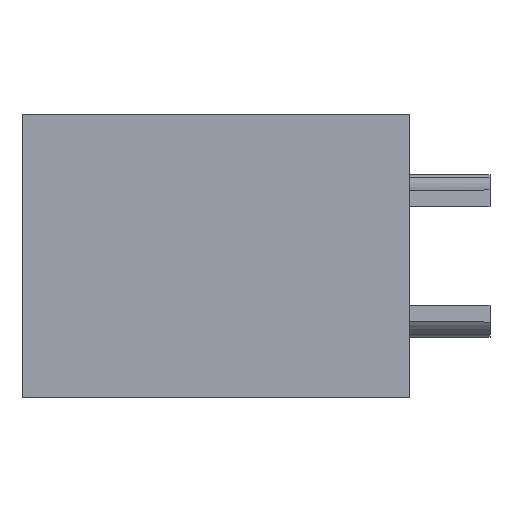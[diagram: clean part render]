
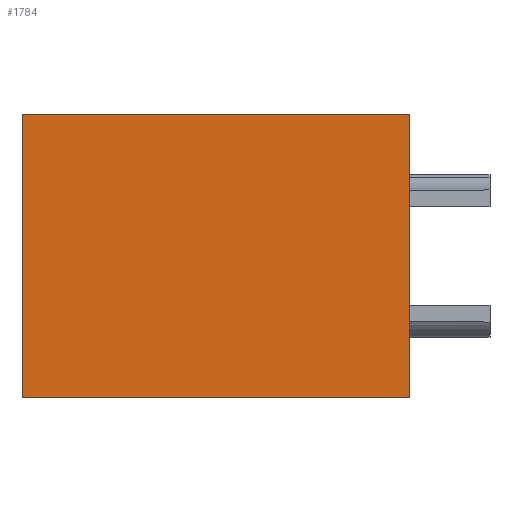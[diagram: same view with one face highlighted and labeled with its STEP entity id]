
A CAD part, front view. The second image highlights one B-rep face of the part: STEP entity #1784.
In plain terms, the highlighted planar face has unit normal (0, -1, 0).
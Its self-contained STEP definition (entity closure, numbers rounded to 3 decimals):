
#1 = DIRECTION ( 'NONE',  ( 0., 0., 1. ) ) ;
#53 = LINE ( 'NONE', #1633, #854 ) ;
#71 = CARTESIAN_POINT ( 'NONE',  ( 9.2, -37., 17.5 ) ) ;
#139 = LINE ( 'NONE', #1143, #958 ) ;
#147 = ORIENTED_EDGE ( 'NONE', *, *, #1398, .T. ) ;
#277 = DIRECTION ( 'NONE',  ( 0., 1., 0. ) ) ;
#278 = VERTEX_POINT ( 'NONE', #702 ) ;
#412 = PLANE ( 'NONE',  #1710 ) ;
#491 = EDGE_CURVE ( 'NONE', #1148, #1529, #1031, .T. ) ;
#531 = VECTOR ( 'NONE', #1745, 1000. ) ;
#609 = FACE_OUTER_BOUND ( 'NONE', #699, .T. ) ;
#648 = DIRECTION ( 'NONE',  ( -1., 0., 0. ) ) ;
#699 = EDGE_LOOP ( 'NONE', ( #147, #857, #1775, #1226 ) ) ;
#702 = CARTESIAN_POINT ( 'NONE',  ( -38.8, -37., 17.5 ) ) ;
#718 = CARTESIAN_POINT ( 'NONE',  ( 0., -37., 0. ) ) ;
#757 = CARTESIAN_POINT ( 'NONE',  ( 9.2, -37., 17.5 ) ) ;
#774 = CARTESIAN_POINT ( 'NONE',  ( 9.2, -37., -17.5 ) ) ;
#854 = VECTOR ( 'NONE', #1623, 1000. ) ;
#857 = ORIENTED_EDGE ( 'NONE', *, *, #1561, .T. ) ;
#865 = DIRECTION ( 'NONE',  ( 0., 0., -1. ) ) ;
#886 = VERTEX_POINT ( 'NONE', #757 ) ;
#911 = EDGE_CURVE ( 'NONE', #278, #1148, #139, .T. ) ;
#931 = LINE ( 'NONE', #71, #1039 ) ;
#958 = VECTOR ( 'NONE', #865, 1000. ) ;
#1031 = LINE ( 'NONE', #1191, #531 ) ;
#1039 = VECTOR ( 'NONE', #648, 1000. ) ;
#1096 = CARTESIAN_POINT ( 'NONE',  ( -38.8, -37., -17.5 ) ) ;
#1143 = CARTESIAN_POINT ( 'NONE',  ( -38.8, -37., 17.5 ) ) ;
#1148 = VERTEX_POINT ( 'NONE', #1096 ) ;
#1191 = CARTESIAN_POINT ( 'NONE',  ( 9.2, -37., -17.5 ) ) ;
#1226 = ORIENTED_EDGE ( 'NONE', *, *, #491, .T. ) ;
#1398 = EDGE_CURVE ( 'NONE', #1529, #886, #53, .T. ) ;
#1529 = VERTEX_POINT ( 'NONE', #774 ) ;
#1561 = EDGE_CURVE ( 'NONE', #886, #278, #931, .T. ) ;
#1623 = DIRECTION ( 'NONE',  ( 0., 0., 1. ) ) ;
#1633 = CARTESIAN_POINT ( 'NONE',  ( 9.2, -37., 17.5 ) ) ;
#1710 = AXIS2_PLACEMENT_3D ( 'NONE', #718, #277, #1 ) ;
#1745 = DIRECTION ( 'NONE',  ( 1., 0., 0. ) ) ;
#1775 = ORIENTED_EDGE ( 'NONE', *, *, #911, .T. ) ;
#1784 = ADVANCED_FACE ( 'NONE', ( #609 ), #412, .F. ) ;
